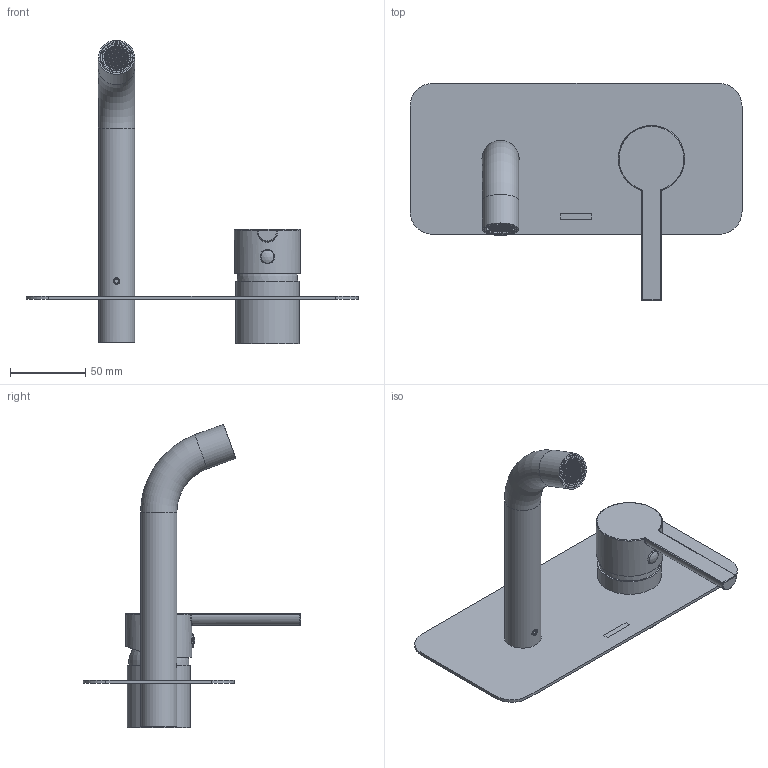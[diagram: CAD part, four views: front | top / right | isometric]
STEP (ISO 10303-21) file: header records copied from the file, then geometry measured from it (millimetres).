
FILE_DESCRIPTION (( 'STEP AP203' ), '1' );
FILE_NAME ('33AP00691.STEP', '2021-01-27T10:53:04', ( '' ), ( '' ), 'SwSTEP 2.0', 'SolidWorks 2018', '' );
FILE_SCHEMA (( 'CONFIG_CONTROL_DESIGN' ));
Length unit declared in the file: millimetre
Products named in the file (1): 33AP00691
Bounding box: 220 x 144 x 201 mm (x, y, z)
Volume: 94571.3 mm3; surface area: 104829.4 mm2
Topology: 9 solids, 9 shells, 1271 faces, 3197 edges, 2091 vertices
Faces by surface type: plane 1103, cylinder 98, bspline 25, cone 22, torus 14, sphere 9
Full cylindrical faces by diameter (mm): 4.2 x2, 5 x1, 6.8 x1, 8 x1, 9.5 x1, 16 x1, 16.7 x1, 17.2 x2, 17.5 x1, 18.5 x2, 18.75 x1, 21 x3, 22 x2, 24 x2, 24.6 x1, 31 x1, 35.8 x2, 36.5 x1, 37 x1, 39 x2, 42 x1, 42.5 x1, 44 x1
Entity records: 38032 total; most frequent: CARTESIAN_POINT 7885, ORIENTED_EDGE 6212, DIRECTION 5764, EDGE_CURVE 3106, VECTOR 2776, LINE 2776, VERTEX_POINT 2074, EDGE_LOOP 1510
